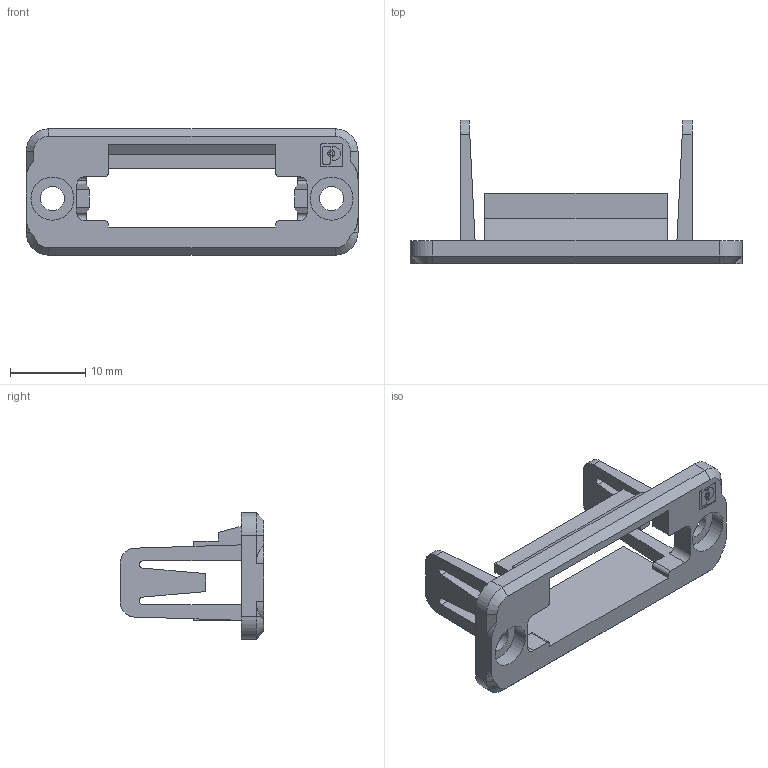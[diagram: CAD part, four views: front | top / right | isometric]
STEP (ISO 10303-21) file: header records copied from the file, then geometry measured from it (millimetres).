
FILE_DESCRIPTION(('Creo Elements/Direct Modeling STEP Export'),'2;1');
FILE_NAME('model.stp','2019-04-15T11:17:35',(''),(''),'Creo Elements/Direct Modeling STEP processor for AP214 (Solid Model)','Creo Elements/Direct Modeling 20.1A 29-Sep-2018 (C) Parametric Technology GmbH','');
FILE_SCHEMA(('AUTOMOTIVE_DESIGN { 1 0 10303 214 1 1 1 1 }'));
Length unit declared in the file: millimetre
Products named in the file (2): IC-DFR-4-5_08
Assembly tree (1 placements, depth 2):
  IC-DFR-4-5_08
    IC-DFR-4-5_08
Bounding box: 43.99 x 19 x 16.75 mm (x, y, z)
Volume: 1910.4 mm3; surface area: 2885.1 mm2
Topology: 1 solids, 1 shells, 128 faces, 364 edges, 240 vertices
Faces by surface type: plane 71, cylinder 53, cone 4
Entity records: 5179 total; most frequent: ORIENTED_EDGE 728, CARTESIAN_POINT 724, DIRECTION 702, EDGE_CURVE 364, VECTOR 242, LINE 242, VERTEX_POINT 240, AXIS2_PLACEMENT_3D 230
